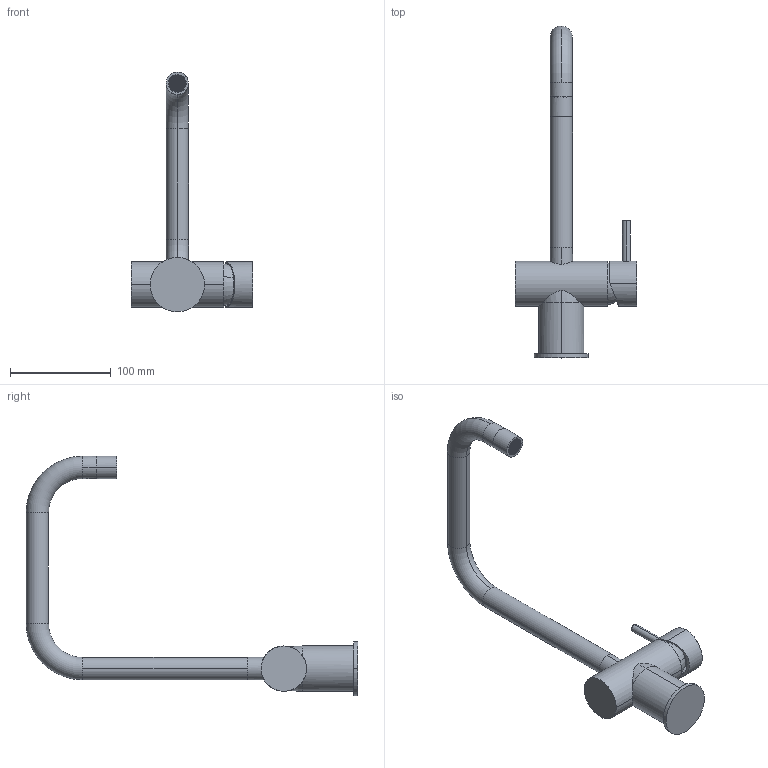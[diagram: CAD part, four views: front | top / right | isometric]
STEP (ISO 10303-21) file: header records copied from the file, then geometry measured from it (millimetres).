
FILE_DESCRIPTION (( 'STEP AP214' ), '1' );
FILE_NAME ('SUSSEX_SCALA_SSMQLRH_sink_mixer_square_large_chrome_rh_shell.STEP', '2021-05-13T01:20:00', ( '' ), ( '' ), 'SwSTEP 2.0', 'SolidWorks 2020', '' );
FILE_SCHEMA (( 'AUTOMOTIVE_DESIGN' ));
Length unit declared in the file: millimetre
Products named in the file (1): SUSSEX_SCALA_SSMQLRH_sink_mixer_square_large_chrome_rh_shell
Bounding box: 121.1 x 329.63 x 238.11 mm (x, y, z)
Volume: 248012 mm3; surface area: 115924.1 mm2
Topology: 9 solids, 9 shells, 1714 faces, 4384 edges, 2912 vertices
Faces by surface type: plane 1275, cone 253, cylinder 111, bspline 57, torus 18
Entity records: 68609 total; most frequent: CARTESIAN_POINT 14504, ORIENTED_EDGE 8768, DIRECTION 6470, EDGE_CURVE 4384, VERTEX_POINT 2912, VECTOR 2718, LINE 2718, EDGE_LOOP 1946
